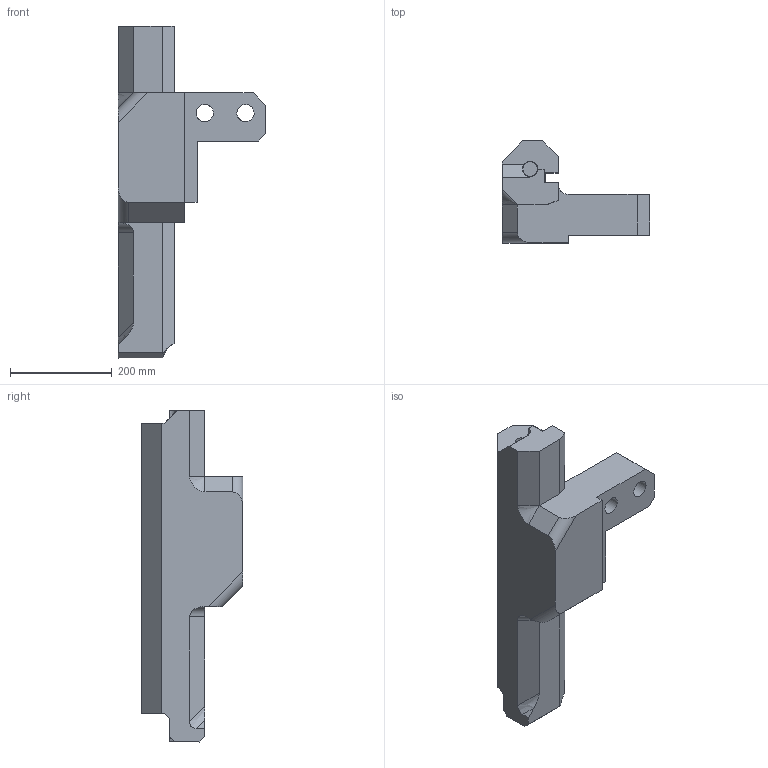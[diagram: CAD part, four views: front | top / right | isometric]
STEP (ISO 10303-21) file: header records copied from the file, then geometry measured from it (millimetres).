
FILE_DESCRIPTION(/* description */ (''),/* implementation_level */ '2;1');
FILE_NAME(/* name */ 'E-TKT_024-structure_F_pillar',/* time_stamp */ '2023-04-19T16:06:49-03:00',/* author */ (''),/* organization */ (''),/* preprocessor_version */ 'ST-DEVELOPER v16.5',/* originating_system */ '',/* authorisation */ '');
FILE_SCHEMA (('AUTOMOTIVE_DESIGN'));
Length unit declared in the file: centimetre
Products named in the file (1): Document
Bounding box: 290 x 200 x 652 mm (x, y, z)
Volume: 10057648.5 mm3; surface area: 500788.4 mm2
Topology: 1 solids, 1 shells, 80 faces, 226 edges, 149 vertices
Faces by surface type: plane 62, bspline 18
Entity records: 2725 total; most frequent: CARTESIAN_POINT 1277, ORIENTED_EDGE 450, EDGE_CURVE 225, B_SPLINE_CURVE_WITH_KNOTS 150, VERTEX_POINT 149, EDGE_LOOP 86, ADVANCED_FACE 80, FACE_OUTER_BOUND 80
